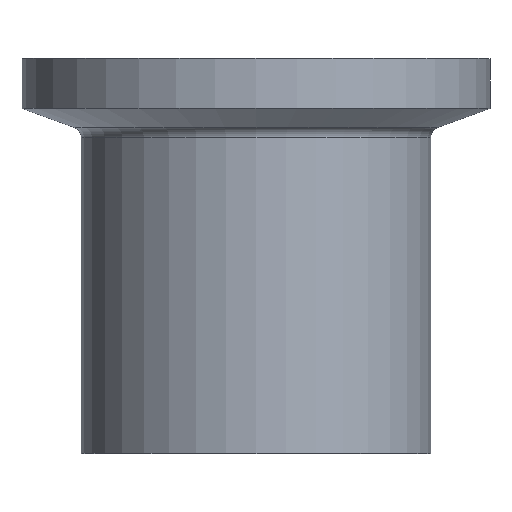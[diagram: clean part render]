
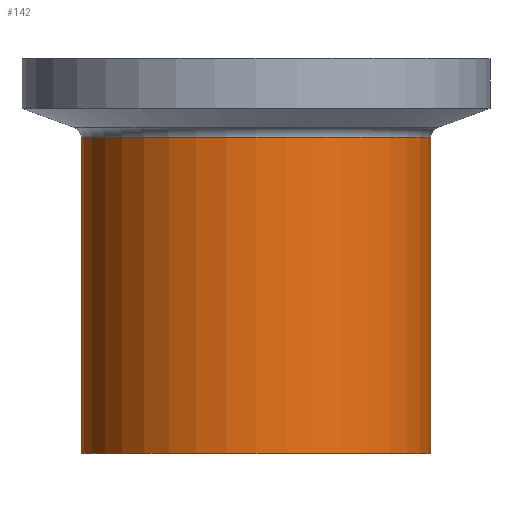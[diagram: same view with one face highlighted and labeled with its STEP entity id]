
A CAD part, top view. The second image highlights one B-rep face of the part: STEP entity #142.
In plain terms, the highlighted cylindrical face has radius 12.698 mm (diameter 25.396 mm), a partial arc.
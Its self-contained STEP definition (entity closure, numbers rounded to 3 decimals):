
#26 = DIRECTION ( 'NONE',  ( 0., 1., 0. ) ) ;
#28 = EDGE_CURVE ( 'NONE', #227, #410, #499, .T. ) ;
#37 = AXIS2_PLACEMENT_3D ( 'NONE', #353, #26, #704 ) ;
#50 = DIRECTION ( 'NONE',  ( 0., 1., 0. ) ) ;
#62 = EDGE_LOOP ( 'NONE', ( #505, #722, #163, #91 ) ) ;
#91 = ORIENTED_EDGE ( 'NONE', *, *, #274, .F. ) ;
#136 = CIRCLE ( 'NONE', #689, 12.698 ) ;
#142 = ADVANCED_FACE ( 'NONE', ( #448 ), #568, .T. ) ;
#147 = VECTOR ( 'NONE', #503, 1000. ) ;
#158 = VERTEX_POINT ( 'NONE', #310 ) ;
#161 = DIRECTION ( 'NONE',  ( -1., 0., 0. ) ) ;
#163 = ORIENTED_EDGE ( 'NONE', *, *, #28, .F. ) ;
#194 = AXIS2_PLACEMENT_3D ( 'NONE', #459, #524, #392 ) ;
#222 = CARTESIAN_POINT ( 'NONE',  ( 0.045, -48.059, 0. ) ) ;
#227 = VERTEX_POINT ( 'NONE', #552 ) ;
#255 = EDGE_CURVE ( 'NONE', #158, #397, #136, .T. ) ;
#274 = EDGE_CURVE ( 'NONE', #158, #227, #342, .T. ) ;
#310 = CARTESIAN_POINT ( 'NONE',  ( -12.653, -48.059, 0. ) ) ;
#340 = DIRECTION ( 'NONE',  ( 0., 1., 0. ) ) ;
#342 = LINE ( 'NONE', #561, #147 ) ;
#353 = CARTESIAN_POINT ( 'NONE',  ( 0.045, -19.359, 0. ) ) ;
#392 = DIRECTION ( 'NONE',  ( -1., 0., 0. ) ) ;
#397 = VERTEX_POINT ( 'NONE', #579 ) ;
#408 = LINE ( 'NONE', #690, #437 ) ;
#410 = VERTEX_POINT ( 'NONE', #461 ) ;
#427 = EDGE_CURVE ( 'NONE', #397, #410, #408, .T. ) ;
#437 = VECTOR ( 'NONE', #340, 1000. ) ;
#448 = FACE_OUTER_BOUND ( 'NONE', #62, .T. ) ;
#459 = CARTESIAN_POINT ( 'NONE',  ( 0.045, -25.109, 0. ) ) ;
#461 = CARTESIAN_POINT ( 'NONE',  ( 12.743, -25.109, 0. ) ) ;
#499 = CIRCLE ( 'NONE', #194, 12.698 ) ;
#503 = DIRECTION ( 'NONE',  ( 0., 1., 0. ) ) ;
#505 = ORIENTED_EDGE ( 'NONE', *, *, #255, .T. ) ;
#524 = DIRECTION ( 'NONE',  ( 0., 1., 0. ) ) ;
#552 = CARTESIAN_POINT ( 'NONE',  ( -12.653, -25.109, 0. ) ) ;
#561 = CARTESIAN_POINT ( 'NONE',  ( -12.653, -19.359, 0. ) ) ;
#568 = CYLINDRICAL_SURFACE ( 'NONE', #37, 12.698 ) ;
#579 = CARTESIAN_POINT ( 'NONE',  ( 12.743, -48.059, 0. ) ) ;
#689 = AXIS2_PLACEMENT_3D ( 'NONE', #222, #50, #161 ) ;
#690 = CARTESIAN_POINT ( 'NONE',  ( 12.743, -19.359, 0. ) ) ;
#704 = DIRECTION ( 'NONE',  ( -1., 0., 0. ) ) ;
#722 = ORIENTED_EDGE ( 'NONE', *, *, #427, .T. ) ;
